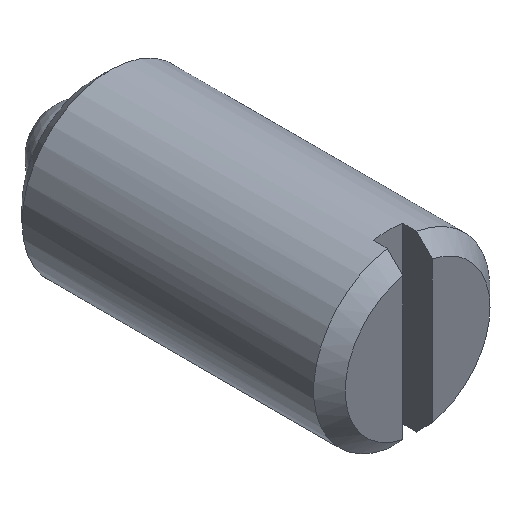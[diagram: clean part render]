
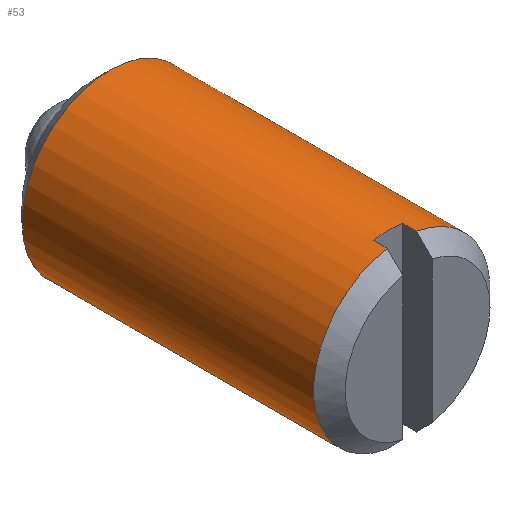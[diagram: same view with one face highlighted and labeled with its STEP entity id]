
A CAD part, isometric view. The second image highlights one B-rep face of the part: STEP entity #53.
In plain terms, the highlighted cylindrical face has radius 6 mm (diameter 12 mm), a full revolution.
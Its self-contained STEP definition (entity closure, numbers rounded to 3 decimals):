
#53 = ADVANCED_FACE( '', ( #107, #108 ), #109, .T. );
#107 = FACE_OUTER_BOUND( '', #166, .T. );
#108 = FACE_OUTER_BOUND( '', #167, .T. );
#109 = CYLINDRICAL_SURFACE( '', #168, 6. );
#166 = EDGE_LOOP( '', ( #249, #250, #251, #252, #253, #254, #255, #256 ) );
#167 = EDGE_LOOP( '', ( #257 ) );
#168 = AXIS2_PLACEMENT_3D( '', #258, #259, #260 );
#249 = ORIENTED_EDGE( '', *, *, #329, .F. );
#250 = ORIENTED_EDGE( '', *, *, #331, .F. );
#251 = ORIENTED_EDGE( '', *, *, #320, .F. );
#252 = ORIENTED_EDGE( '', *, *, #313, .F. );
#253 = ORIENTED_EDGE( '', *, *, #316, .F. );
#254 = ORIENTED_EDGE( '', *, *, #309, .F. );
#255 = ORIENTED_EDGE( '', *, *, #319, .F. );
#256 = ORIENTED_EDGE( '', *, *, #332, .F. );
#257 = ORIENTED_EDGE( '', *, *, #333, .T. );
#258 = CARTESIAN_POINT( '', ( 0., 0., 0. ) );
#259 = DIRECTION( '', ( 0., 1., 0. ) );
#260 = DIRECTION( '', ( 0., 0., -1. ) );
#309 = EDGE_CURVE( '', #350, #351, #352, .T. );
#313 = EDGE_CURVE( '', #357, #359, #360, .F. );
#316 = EDGE_CURVE( '', #351, #357, #363, .T. );
#319 = EDGE_CURVE( '', #366, #350, #367, .T. );
#320 = EDGE_CURVE( '', #359, #368, #369, .T. );
#329 = EDGE_CURVE( '', #380, #378, #382, .T. );
#331 = EDGE_CURVE( '', #368, #380, #384, .T. );
#332 = EDGE_CURVE( '', #378, #366, #385, .F. );
#333 = EDGE_CURVE( '', #386, #386, #387, .T. );
#350 = VERTEX_POINT( '', #407 );
#351 = VERTEX_POINT( '', #408 );
#352 = LINE( '', #409, #410 );
#357 = VERTEX_POINT( '', #419 );
#359 = VERTEX_POINT( '', #424 );
#360 = LINE( '', #425, #426 );
#363 = CIRCLE( '', #430, 6. );
#366 = VERTEX_POINT( '', #433 );
#367 = CIRCLE( '', #434, 6. );
#368 = VERTEX_POINT( '', #435 );
#369 = CIRCLE( '', #436, 6. );
#378 = VERTEX_POINT( '', #447 );
#380 = VERTEX_POINT( '', #452 );
#382 = CIRCLE( '', #457, 6. );
#384 = LINE( '', #459, #460 );
#385 = LINE( '', #461, #462 );
#386 = VERTEX_POINT( '', #463 );
#387 = CIRCLE( '', #464, 6. );
#407 = CARTESIAN_POINT( '', ( -1., 2.01, 5.916 ) );
#408 = CARTESIAN_POINT( '', ( -1., 1.074, 5.916 ) );
#409 = CARTESIAN_POINT( '', ( -1., 0., 5.916 ) );
#410 = VECTOR( '', #483, 1000. );
#419 = CARTESIAN_POINT( '', ( -1., 1.074, -5.916 ) );
#424 = CARTESIAN_POINT( '', ( -1., 2.01, -5.916 ) );
#425 = CARTESIAN_POINT( '', ( -1., 0., -5.916 ) );
#426 = VECTOR( '', #485, 1000. );
#430 = AXIS2_PLACEMENT_3D( '', #487, #488, #489 );
#433 = CARTESIAN_POINT( '', ( 1., 2.01, 5.916 ) );
#434 = AXIS2_PLACEMENT_3D( '', #493, #494, #495 );
#435 = CARTESIAN_POINT( '', ( 1., 2.01, -5.916 ) );
#436 = AXIS2_PLACEMENT_3D( '', #496, #497, #498 );
#447 = CARTESIAN_POINT( '', ( 1., 1.074, 5.916 ) );
#452 = CARTESIAN_POINT( '', ( 1., 1.074, -5.916 ) );
#457 = AXIS2_PLACEMENT_3D( '', #504, #505, #506 );
#459 = CARTESIAN_POINT( '', ( 1., 0., -5.916 ) );
#460 = VECTOR( '', #507, 1000. );
#461 = CARTESIAN_POINT( '', ( 1., 0., 5.916 ) );
#462 = VECTOR( '', #508, 1000. );
#463 = CARTESIAN_POINT( '', ( 0., 20.927, -6. ) );
#464 = AXIS2_PLACEMENT_3D( '', #509, #510, #511 );
#483 = DIRECTION( '', ( 0., -1., 0. ) );
#485 = DIRECTION( '', ( 0., -1., 0. ) );
#487 = CARTESIAN_POINT( '', ( 0., 1.074, 0. ) );
#488 = DIRECTION( '', ( 0., -1., 0. ) );
#489 = DIRECTION( '', ( 0., 0., -1. ) );
#493 = CARTESIAN_POINT( '', ( 0., 2.01, 0. ) );
#494 = DIRECTION( '', ( 0., -1., 0. ) );
#495 = DIRECTION( '', ( 0., 0., -1. ) );
#496 = CARTESIAN_POINT( '', ( 0., 2.01, 0. ) );
#497 = DIRECTION( '', ( 0., -1., 0. ) );
#498 = DIRECTION( '', ( 0., 0., -1. ) );
#504 = CARTESIAN_POINT( '', ( 0., 1.074, 0. ) );
#505 = DIRECTION( '', ( 0., -1., 0. ) );
#506 = DIRECTION( '', ( 0., 0., -1. ) );
#507 = DIRECTION( '', ( 0., -1., 0. ) );
#508 = DIRECTION( '', ( 0., -1., 0. ) );
#509 = CARTESIAN_POINT( '', ( 0., 20.927, 0. ) );
#510 = DIRECTION( '', ( 0., -1., 0. ) );
#511 = DIRECTION( '', ( 0., 0., -1. ) );
